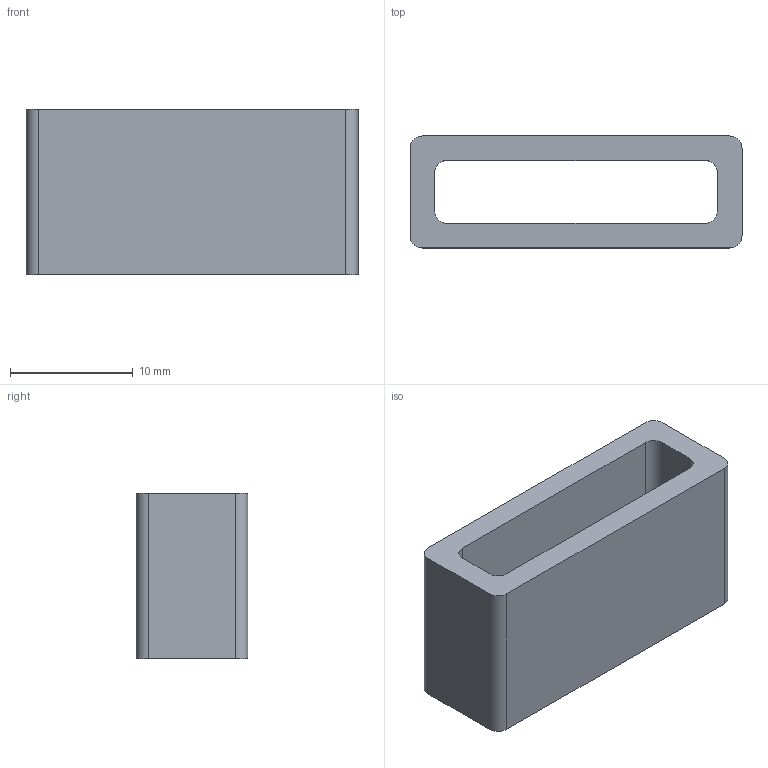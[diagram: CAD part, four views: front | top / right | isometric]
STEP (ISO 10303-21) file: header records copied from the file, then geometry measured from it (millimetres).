
FILE_DESCRIPTION(/* description */ ('VariCAD 2019-3.05 AP-214'),/* implementation_level */ '2;1');
FILE_NAME(/* name */ 'aleks_strap_holder.stp',/* time_stamp */ '2019-11-07T20:37:15-05:00',/* author */ (''),/* organization */ (''),/* preprocessor_version */ 'VariCAD 2019-3.05',/* originating_system */ 'VariCAD 2019-3.05; kernel version (20180118)',/* authorisation */ '');
FILE_SCHEMA(('AUTOMOTIVE_DESIGN'));
Length unit declared in the file: millimetre
Products named in the file (2): aleks_strap_holder
Assembly tree (1 placements, depth 2):
  aleks_strap_holder
    (unnamed)
Bounding box: 27 x 9.1 x 13.5 mm (x, y, z)
Volume: 1733.4 mm3; surface area: 1943.8 mm2
Topology: 1 solids, 1 shells, 18 faces, 48 edges, 32 vertices
Faces by surface type: plane 10, cylinder 8
Entity records: 626 total; most frequent: DIRECTION 108, CARTESIAN_POINT 102, ORIENTED_EDGE 96, EDGE_CURVE 48, AXIS2_PLACEMENT_3D 38, LINE 32, VECTOR 32, VERTEX_POINT 32
